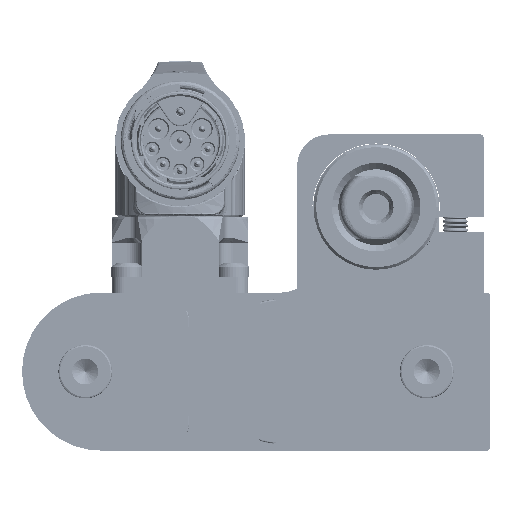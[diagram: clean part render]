
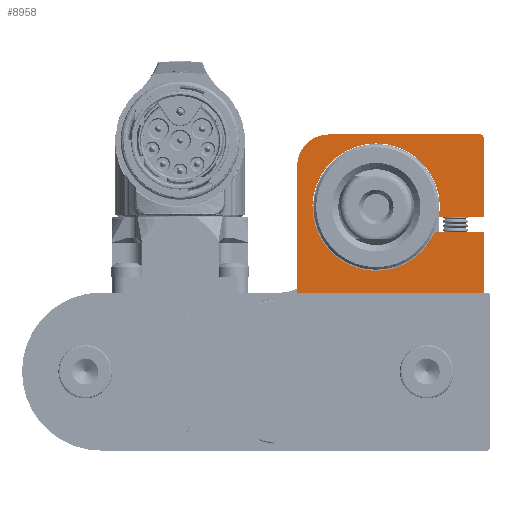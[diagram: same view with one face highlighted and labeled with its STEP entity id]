
A CAD part, left-side view. The second image highlights one B-rep face of the part: STEP entity #8958.
In plain terms, the highlighted face is planar.
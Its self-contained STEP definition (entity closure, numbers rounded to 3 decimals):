
#248 = PLANE ( 'NONE',  #4881 ) ;
#544 = DIRECTION ( 'NONE',  ( 1., 0., 0. ) ) ;
#930 = DIRECTION ( 'NONE',  ( 1., 0., 0. ) ) ;
#958 = CIRCLE ( 'NONE', #20559, 0.5 ) ;
#2016 = CARTESIAN_POINT ( 'NONE',  ( 14., 14., 30. ) ) ;
#2507 = CARTESIAN_POINT ( 'NONE',  ( 14.5, 14., 30. ) ) ;
#2667 = EDGE_CURVE ( 'NONE', #38700, #8452, #27694, .T. ) ;
#2931 = ORIENTED_EDGE ( 'NONE', *, *, #2667, .F. ) ;
#3987 = DIRECTION ( 'NONE',  ( 1., 0., 0. ) ) ;
#4877 = CARTESIAN_POINT ( 'NONE',  ( 14., 14.5, 30. ) ) ;
#4881 = AXIS2_PLACEMENT_3D ( 'NONE', #82761, #99067, #19522 ) ;
#7942 = LINE ( 'NONE', #77388, #89456 ) ;
#8452 = VERTEX_POINT ( 'NONE', #22275 ) ;
#8958 = ADVANCED_FACE ( 'NONE', ( #23799 ), #248, .T. ) ;
#10202 = DIRECTION ( 'NONE',  ( 1., 0., 0. ) ) ;
#12266 = EDGE_CURVE ( 'NONE', #70325, #67626, #76506, .T. ) ;
#12675 = DIRECTION ( 'NONE',  ( 0., 0., 1. ) ) ;
#15642 = DIRECTION ( 'NONE',  ( -1., 0., 0. ) ) ;
#16457 = CARTESIAN_POINT ( 'NONE',  ( 14.5, 14.5, 30. ) ) ;
#16820 = LINE ( 'NONE', #71382, #99972 ) ;
#17757 = ORIENTED_EDGE ( 'NONE', *, *, #28572, .T. ) ;
#18377 = VERTEX_POINT ( 'NONE', #30422 ) ;
#18660 = ORIENTED_EDGE ( 'NONE', *, *, #12266, .T. ) ;
#19522 = DIRECTION ( 'NONE',  ( 1., 0., 0. ) ) ;
#20294 = VECTOR ( 'NONE', #15642, 1000. ) ;
#20559 = AXIS2_PLACEMENT_3D ( 'NONE', #2016, #47521, #10202 ) ;
#21549 = DIRECTION ( 'NONE',  ( 0., 1., 0. ) ) ;
#21813 = CARTESIAN_POINT ( 'NONE',  ( -15., 14.5, 30. ) ) ;
#21947 = CIRCLE ( 'NONE', #91976, 5. ) ;
#22275 = CARTESIAN_POINT ( 'NONE',  ( 6.747, -1., 30. ) ) ;
#22566 = ORIENTED_EDGE ( 'NONE', *, *, #53092, .T. ) ;
#22921 = ORIENTED_EDGE ( 'NONE', *, *, #99106, .T. ) ;
#23799 = FACE_OUTER_BOUND ( 'NONE', #41015, .T. ) ;
#24458 = DIRECTION ( 'NONE',  ( 0., 0., 1. ) ) ;
#25870 = VERTEX_POINT ( 'NONE', #2507 ) ;
#26336 = EDGE_CURVE ( 'NONE', #8452, #33952, #70480, .T. ) ;
#27088 = VERTEX_POINT ( 'NONE', #46713 ) ;
#27326 = VECTOR ( 'NONE', #21549, 1000. ) ;
#27694 = CIRCLE ( 'NONE', #29295, 10.075 ) ;
#28219 = LINE ( 'NONE', #61277, #27326 ) ;
#28572 = EDGE_CURVE ( 'NONE', #25870, #45532, #958, .T. ) ;
#29295 = AXIS2_PLACEMENT_3D ( 'NONE', #70854, #24458, #930 ) ;
#29619 = EDGE_CURVE ( 'NONE', #67626, #33952, #28219, .T. ) ;
#30422 = CARTESIAN_POINT ( 'NONE',  ( -15., 9.5, 30. ) ) ;
#30493 = LINE ( 'NONE', #21813, #20294 ) ;
#33428 = VERTEX_POINT ( 'NONE', #60019 ) ;
#33952 = VERTEX_POINT ( 'NONE', #66735 ) ;
#35727 = EDGE_CURVE ( 'NONE', #18377, #70325, #7942, .T. ) ;
#38700 = VERTEX_POINT ( 'NONE', #76215 ) ;
#41015 = EDGE_LOOP ( 'NONE', ( #22566, #17757, #22921, #100470, #98582, #18660, #57323, #90092, #2931, #77429 ) ) ;
#44398 = DIRECTION ( 'NONE',  ( 1., 0., 0. ) ) ;
#45532 = VERTEX_POINT ( 'NONE', #4877 ) ;
#46713 = CARTESIAN_POINT ( 'NONE',  ( 14.5, 1.5, 30. ) ) ;
#47521 = DIRECTION ( 'NONE',  ( 0., 0., 1. ) ) ;
#49591 = VECTOR ( 'NONE', #544, 1000. ) ;
#50598 = CARTESIAN_POINT ( 'NONE',  ( 14.5, -10.5, 30. ) ) ;
#52040 = CARTESIAN_POINT ( 'NONE',  ( -15., -10.5, 30. ) ) ;
#53092 = EDGE_CURVE ( 'NONE', #27088, #25870, #55708, .T. ) ;
#53574 = DIRECTION ( 'NONE',  ( -1., 0., 0. ) ) ;
#54679 = CARTESIAN_POINT ( 'NONE',  ( 5.5, -1., 30. ) ) ;
#55708 = LINE ( 'NONE', #16457, #58942 ) ;
#57323 = ORIENTED_EDGE ( 'NONE', *, *, #29619, .T. ) ;
#57653 = EDGE_CURVE ( 'NONE', #33428, #18377, #21947, .T. ) ;
#58942 = VECTOR ( 'NONE', #80200, 1000. ) ;
#60019 = CARTESIAN_POINT ( 'NONE',  ( -10., 14.5, 30. ) ) ;
#61277 = CARTESIAN_POINT ( 'NONE',  ( 14.5, 14.5, 30. ) ) ;
#64937 = CARTESIAN_POINT ( 'NONE',  ( -15., -10.5, 30. ) ) ;
#66735 = CARTESIAN_POINT ( 'NONE',  ( 14.5, -1., 30. ) ) ;
#67232 = CARTESIAN_POINT ( 'NONE',  ( -10., 9.5, 30. ) ) ;
#67626 = VERTEX_POINT ( 'NONE', #50598 ) ;
#67981 = EDGE_CURVE ( 'NONE', #27088, #38700, #16820, .T. ) ;
#68657 = DIRECTION ( 'NONE',  ( 0., -1., 0. ) ) ;
#70325 = VERTEX_POINT ( 'NONE', #64937 ) ;
#70480 = LINE ( 'NONE', #54679, #49591 ) ;
#70854 = CARTESIAN_POINT ( 'NONE',  ( -2.5, 3., 30. ) ) ;
#71382 = CARTESIAN_POINT ( 'NONE',  ( 5.5, 1.5, 30. ) ) ;
#76215 = CARTESIAN_POINT ( 'NONE',  ( 7.463, 1.5, 30. ) ) ;
#76506 = LINE ( 'NONE', #52040, #93266 ) ;
#77388 = CARTESIAN_POINT ( 'NONE',  ( -15., 14.5, 30. ) ) ;
#77429 = ORIENTED_EDGE ( 'NONE', *, *, #67981, .F. ) ;
#80200 = DIRECTION ( 'NONE',  ( 0., 1., 0. ) ) ;
#82761 = CARTESIAN_POINT ( 'NONE',  ( 0., 0., 30. ) ) ;
#89456 = VECTOR ( 'NONE', #68657, 1000. ) ;
#90092 = ORIENTED_EDGE ( 'NONE', *, *, #26336, .F. ) ;
#91976 = AXIS2_PLACEMENT_3D ( 'NONE', #67232, #12675, #3987 ) ;
#93266 = VECTOR ( 'NONE', #44398, 1000. ) ;
#98582 = ORIENTED_EDGE ( 'NONE', *, *, #35727, .T. ) ;
#99067 = DIRECTION ( 'NONE',  ( 0., 0., 1. ) ) ;
#99106 = EDGE_CURVE ( 'NONE', #45532, #33428, #30493, .T. ) ;
#99972 = VECTOR ( 'NONE', #53574, 1000. ) ;
#100470 = ORIENTED_EDGE ( 'NONE', *, *, #57653, .T. ) ;
